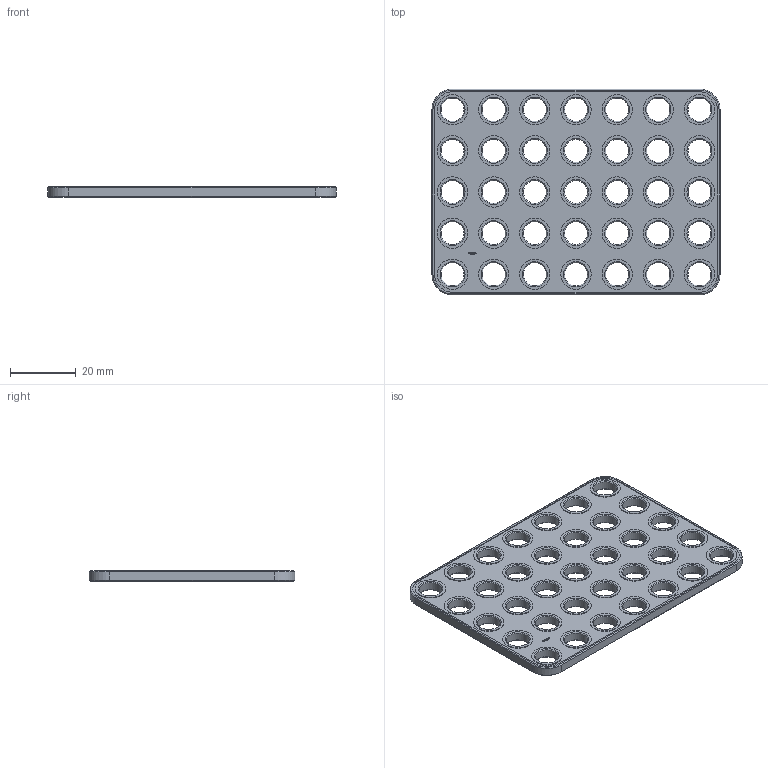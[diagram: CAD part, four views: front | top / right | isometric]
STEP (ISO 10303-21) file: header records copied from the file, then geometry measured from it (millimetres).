
FILE_DESCRIPTION(('FreeCAD Model'),'2;1');
FILE_NAME('Open CASCADE Shape Model','2024-10-08T01:34:17',(''),(''), 'Open CASCADE STEP processor 7.7','FreeCAD','Unknown');
FILE_SCHEMA(('AUTOMOTIVE_DESIGN { 1 0 10303 214 1 1 1 1 }'));
Length unit declared in the file: millimetre
Products named in the file (1): Plate RCT CRNR BU07x05x00.25 - SPN-PLT-0098 (stemfie.org)
Bounding box: 87.5 x 62.5 x 3.12 mm (x, y, z)
Volume: 12102.7 mm3; surface area: 11381.7 mm2
Topology: 1 solids, 1 shells, 688 faces, 1762 edges, 1146 vertices
Faces by surface type: plane 350, extrusion 182, cylinder 78, cone 78
Full cylindrical faces by diameter (mm): 7 x35, 9.2 x35
Entity records: 21438 total; most frequent: CARTESIAN_POINT 5089, ORIENTED_EDGE 3524, DIRECTION 2828, EDGE_CURVE 1762, VECTOR 1346, LINE 1164, VERTEX_POINT 1146, FACE_BOUND 828
